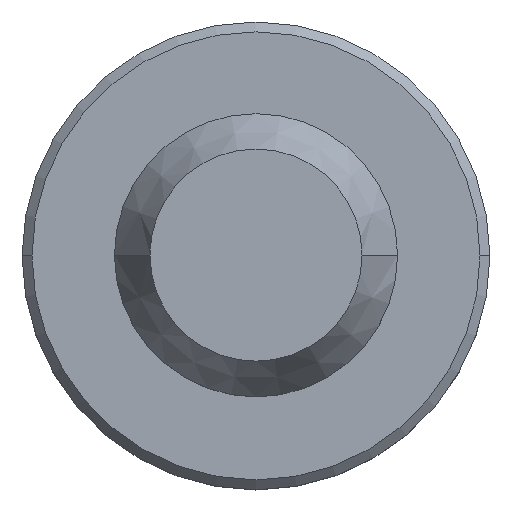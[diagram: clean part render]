
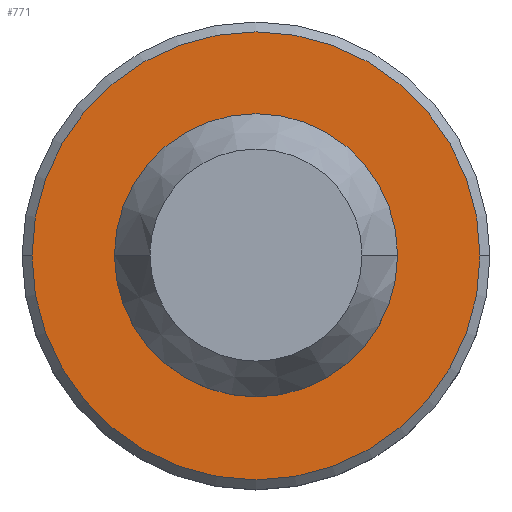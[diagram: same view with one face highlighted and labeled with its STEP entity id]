
A CAD part, top view. The second image highlights one B-rep face of the part: STEP entity #771.
In plain terms, the highlighted planar face has unit normal (0, 0, 1).
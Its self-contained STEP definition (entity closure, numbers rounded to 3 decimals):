
#6 = AXIS2_PLACEMENT_3D ( 'NONE', #120, #253, #884 ) ;
#25 = EDGE_CURVE ( 'NONE', #1137, #349, #675, .T. ) ;
#36 = DIRECTION ( 'NONE',  ( -1., 0., 0. ) ) ;
#120 = CARTESIAN_POINT ( 'NONE',  ( 0., 0., -35. ) ) ;
#134 = AXIS2_PLACEMENT_3D ( 'NONE', #478, #1058, #36 ) ;
#145 = AXIS2_PLACEMENT_3D ( 'NONE', #1127, #156, #941 ) ;
#148 = AXIS2_PLACEMENT_3D ( 'NONE', #539, #384, #347 ) ;
#156 = DIRECTION ( 'NONE',  ( 0., 0., 1. ) ) ;
#194 = CARTESIAN_POINT ( 'NONE',  ( -10.5, 0., -35. ) ) ;
#232 = AXIS2_PLACEMENT_3D ( 'NONE', #671, #658, #620 ) ;
#253 = DIRECTION ( 'NONE',  ( 0., 0., 1. ) ) ;
#286 = ORIENTED_EDGE ( 'NONE', *, *, #1024, .F. ) ;
#289 = CIRCLE ( 'NONE', #6, 10.5 ) ;
#347 = DIRECTION ( 'NONE',  ( 1., 0., 0. ) ) ;
#349 = VERTEX_POINT ( 'NONE', #928 ) ;
#352 = ORIENTED_EDGE ( 'NONE', *, *, #541, .T. ) ;
#384 = DIRECTION ( 'NONE',  ( 0., 0., 1. ) ) ;
#396 = CARTESIAN_POINT ( 'NONE',  ( 10.5, 0., -35. ) ) ;
#478 = CARTESIAN_POINT ( 'NONE',  ( 0., 10.5, -35. ) ) ;
#503 = EDGE_LOOP ( 'NONE', ( #352, #633 ) ) ;
#539 = CARTESIAN_POINT ( 'NONE',  ( 0., 0., -35. ) ) ;
#541 = EDGE_CURVE ( 'NONE', #349, #1137, #601, .T. ) ;
#594 = VERTEX_POINT ( 'NONE', #396 ) ;
#601 = CIRCLE ( 'NONE', #232, 18.2 ) ;
#616 = ORIENTED_EDGE ( 'NONE', *, *, #726, .F. ) ;
#620 = DIRECTION ( 'NONE',  ( 1., 0., 0. ) ) ;
#633 = ORIENTED_EDGE ( 'NONE', *, *, #25, .T. ) ;
#644 = FACE_OUTER_BOUND ( 'NONE', #503, .T. ) ;
#658 = DIRECTION ( 'NONE',  ( 0., 0., 1. ) ) ;
#671 = CARTESIAN_POINT ( 'NONE',  ( 0., 0., -35. ) ) ;
#674 = CIRCLE ( 'NONE', #148, 10.5 ) ;
#675 = CIRCLE ( 'NONE', #145, 18.2 ) ;
#722 = CARTESIAN_POINT ( 'NONE',  ( 18.2, 0., -35. ) ) ;
#726 = EDGE_CURVE ( 'NONE', #594, #1090, #674, .T. ) ;
#771 = ADVANCED_FACE ( 'NONE', ( #1103, #644 ), #1003, .F. ) ;
#877 = EDGE_LOOP ( 'NONE', ( #616, #286 ) ) ;
#884 = DIRECTION ( 'NONE',  ( 1., 0., 0. ) ) ;
#928 = CARTESIAN_POINT ( 'NONE',  ( -18.2, 0., -35. ) ) ;
#941 = DIRECTION ( 'NONE',  ( 1., 0., 0. ) ) ;
#1003 = PLANE ( 'NONE',  #134 ) ;
#1024 = EDGE_CURVE ( 'NONE', #1090, #594, #289, .T. ) ;
#1058 = DIRECTION ( 'NONE',  ( 0., 0., -1. ) ) ;
#1090 = VERTEX_POINT ( 'NONE', #194 ) ;
#1103 = FACE_BOUND ( 'NONE', #877, .T. ) ;
#1127 = CARTESIAN_POINT ( 'NONE',  ( 0., 0., -35. ) ) ;
#1137 = VERTEX_POINT ( 'NONE', #722 ) ;
